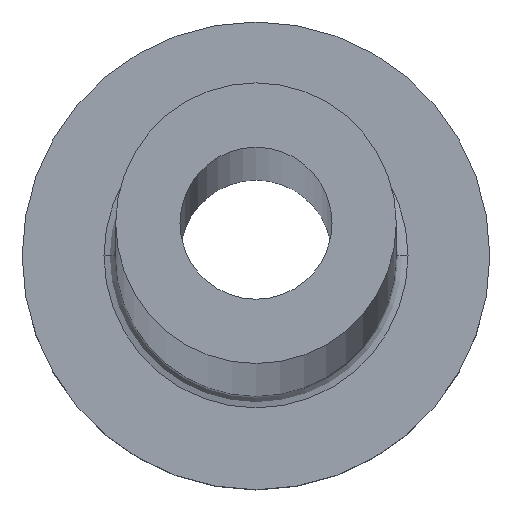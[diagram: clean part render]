
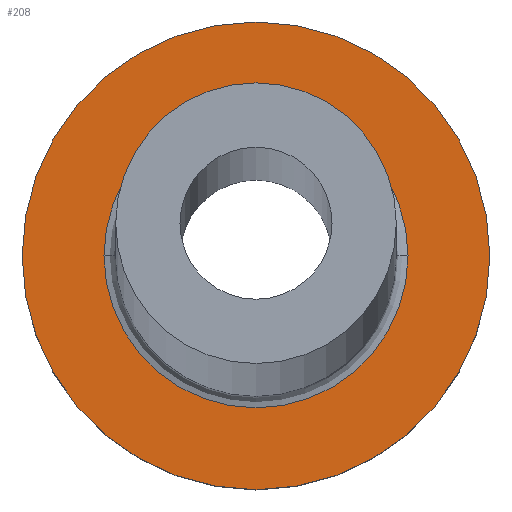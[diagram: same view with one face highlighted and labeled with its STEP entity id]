
A CAD part, top view. The second image highlights one B-rep face of the part: STEP entity #208.
In plain terms, the highlighted planar face has unit normal (0, 0, 1).
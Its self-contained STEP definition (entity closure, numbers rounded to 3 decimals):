
#9 = VERTEX_POINT ( 'NONE', #117 ) ;
#17 = EDGE_CURVE ( 'NONE', #9, #34, #159, .T. ) ;
#20 = CARTESIAN_POINT ( 'NONE',  ( 10., 0., 7. ) ) ;
#32 = CIRCLE ( 'NONE', #74, 10. ) ;
#34 = VERTEX_POINT ( 'NONE', #90 ) ;
#43 = CARTESIAN_POINT ( 'NONE',  ( 0., 0., 7. ) ) ;
#52 = ORIENTED_EDGE ( 'NONE', *, *, #182, .T. ) ;
#69 = CARTESIAN_POINT ( 'NONE',  ( 0., 0., 7. ) ) ;
#74 = AXIS2_PLACEMENT_3D ( 'NONE', #83, #136, #194 ) ;
#83 = CARTESIAN_POINT ( 'NONE',  ( 0., 0., 7. ) ) ;
#84 = VERTEX_POINT ( 'NONE', #125 ) ;
#90 = CARTESIAN_POINT ( 'NONE',  ( -6.5, 0., 7. ) ) ;
#94 = AXIS2_PLACEMENT_3D ( 'NONE', #43, #105, #246 ) ;
#104 = AXIS2_PLACEMENT_3D ( 'NONE', #215, #155, #222 ) ;
#105 = DIRECTION ( 'NONE',  ( 0., 0., 1. ) ) ;
#114 = EDGE_CURVE ( 'NONE', #84, #240, #334, .T. ) ;
#117 = CARTESIAN_POINT ( 'NONE',  ( 6.5, 0., 7. ) ) ;
#125 = CARTESIAN_POINT ( 'NONE',  ( -10., 0., 7. ) ) ;
#133 = DIRECTION ( 'NONE',  ( 0., 0., -1. ) ) ;
#135 = EDGE_LOOP ( 'NONE', ( #282, #313 ) ) ;
#136 = DIRECTION ( 'NONE',  ( 0., 0., 1. ) ) ;
#155 = DIRECTION ( 'NONE',  ( 0., 0., 1. ) ) ;
#159 = CIRCLE ( 'NONE', #217, 6.5 ) ;
#180 = EDGE_LOOP ( 'NONE', ( #227, #52 ) ) ;
#182 = EDGE_CURVE ( 'NONE', #34, #9, #296, .T. ) ;
#194 = DIRECTION ( 'NONE',  ( 1., 0., 0. ) ) ;
#208 = ADVANCED_FACE ( 'NONE', ( #278, #216 ), #332, .T. ) ;
#210 = DIRECTION ( 'NONE',  ( 0., 0., -1. ) ) ;
#215 = CARTESIAN_POINT ( 'NONE',  ( 0., 0., 7. ) ) ;
#216 = FACE_OUTER_BOUND ( 'NONE', #135, .T. ) ;
#217 = AXIS2_PLACEMENT_3D ( 'NONE', #69, #210, #329 ) ;
#222 = DIRECTION ( 'NONE',  ( 1., 0., 0. ) ) ;
#227 = ORIENTED_EDGE ( 'NONE', *, *, #17, .T. ) ;
#240 = VERTEX_POINT ( 'NONE', #20 ) ;
#246 = DIRECTION ( 'NONE',  ( 1., 0., 0. ) ) ;
#258 = EDGE_CURVE ( 'NONE', #240, #84, #32, .T. ) ;
#277 = DIRECTION ( 'NONE',  ( 1., 0., 0. ) ) ;
#278 = FACE_BOUND ( 'NONE', #180, .T. ) ;
#282 = ORIENTED_EDGE ( 'NONE', *, *, #114, .T. ) ;
#296 = CIRCLE ( 'NONE', #343, 6.5 ) ;
#313 = ORIENTED_EDGE ( 'NONE', *, *, #258, .T. ) ;
#329 = DIRECTION ( 'NONE',  ( 1., 0., 0. ) ) ;
#332 = PLANE ( 'NONE',  #94 ) ;
#334 = CIRCLE ( 'NONE', #104, 10. ) ;
#343 = AXIS2_PLACEMENT_3D ( 'NONE', #371, #133, #277 ) ;
#371 = CARTESIAN_POINT ( 'NONE',  ( 0., 0., 7. ) ) ;
